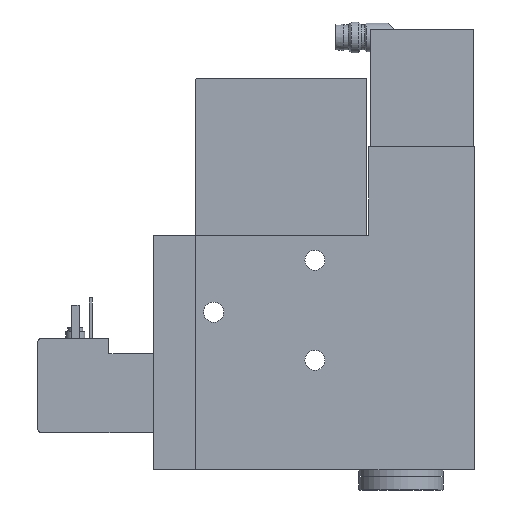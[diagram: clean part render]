
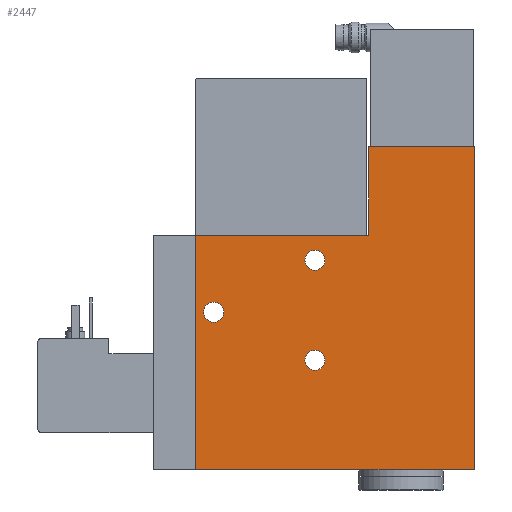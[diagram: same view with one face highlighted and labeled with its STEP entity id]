
A CAD part, left-side view. The second image highlights one B-rep face of the part: STEP entity #2447.
In plain terms, the highlighted face is planar.
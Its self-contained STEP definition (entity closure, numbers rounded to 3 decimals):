
#60=PLANE('',#2593);
#141=LINE('',#3364,#270);
#158=LINE('',#3399,#287);
#168=LINE('',#3430,#297);
#169=LINE('',#3431,#298);
#170=LINE('',#3433,#299);
#171=LINE('',#3435,#300);
#270=VECTOR('',#2819,1000.);
#287=VECTOR('',#2840,1000.);
#297=VECTOR('',#2868,1000.);
#298=VECTOR('',#2869,1000.);
#299=VECTOR('',#2870,1000.);
#300=VECTOR('',#2871,1000.);
#445=ORIENTED_EDGE('',*,*,#868,.F.);
#446=ORIENTED_EDGE('',*,*,#869,.F.);
#447=ORIENTED_EDGE('',*,*,#870,.F.);
#448=ORIENTED_EDGE('',*,*,#871,.F.);
#449=ORIENTED_EDGE('',*,*,#838,.F.);
#450=ORIENTED_EDGE('',*,*,#872,.F.);
#451=ORIENTED_EDGE('',*,*,#873,.F.);
#452=ORIENTED_EDGE('',*,*,#874,.F.);
#453=ORIENTED_EDGE('',*,*,#855,.F.);
#838=EDGE_CURVE('',#1050,#1051,#141,.T.);
#855=EDGE_CURVE('',#1066,#1067,#158,.T.);
#868=EDGE_CURVE('',#1076,#1076,#1207,.T.);
#869=EDGE_CURVE('',#1077,#1077,#1208,.T.);
#870=EDGE_CURVE('',#1078,#1078,#1209,.T.);
#871=EDGE_CURVE('',#1051,#1066,#168,.T.);
#872=EDGE_CURVE('',#1079,#1050,#169,.T.);
#873=EDGE_CURVE('',#1080,#1079,#170,.T.);
#874=EDGE_CURVE('',#1067,#1080,#171,.T.);
#1050=VERTEX_POINT('',#3363);
#1051=VERTEX_POINT('',#3365);
#1066=VERTEX_POINT('',#3398);
#1067=VERTEX_POINT('',#3400);
#1076=VERTEX_POINT('',#3425);
#1077=VERTEX_POINT('',#3427);
#1078=VERTEX_POINT('',#3429);
#1079=VERTEX_POINT('',#3432);
#1080=VERTEX_POINT('',#3434);
#1207=CIRCLE('',#2594,2.6);
#1208=CIRCLE('',#2595,2.6);
#1209=CIRCLE('',#2596,2.6);
#1293=EDGE_LOOP('',(#445));
#1294=EDGE_LOOP('',(#446));
#1295=EDGE_LOOP('',(#447));
#1296=EDGE_LOOP('',(#448,#449,#450,#451,#452,#453));
#1493=FACE_BOUND('',#1293,.T.);
#1494=FACE_BOUND('',#1294,.T.);
#1495=FACE_BOUND('',#1295,.T.);
#1496=FACE_BOUND('',#1296,.T.);
#2447=ADVANCED_FACE('',(#1493,#1494,#1495,#1496),#60,.F.);
#2593=AXIS2_PLACEMENT_3D('',#3423,#2860,#2861);
#2594=AXIS2_PLACEMENT_3D('',#3424,#2862,#2863);
#2595=AXIS2_PLACEMENT_3D('',#3426,#2864,#2865);
#2596=AXIS2_PLACEMENT_3D('',#3428,#2866,#2867);
#2819=DIRECTION('',(0.,1.,0.));
#2840=DIRECTION('',(0.,-1.,0.));
#2860=DIRECTION('',(0.,0.,1.));
#2861=DIRECTION('',(1.,0.,0.));
#2862=DIRECTION('',(0.,0.,-1.));
#2863=DIRECTION('',(-1.,0.,0.));
#2864=DIRECTION('',(0.,0.,-1.));
#2865=DIRECTION('',(-1.,0.,0.));
#2866=DIRECTION('',(0.,0.,-1.));
#2867=DIRECTION('',(-1.,0.,0.));
#2868=DIRECTION('',(-1.,0.,0.));
#2869=DIRECTION('',(1.,0.,0.));
#2870=DIRECTION('',(0.,-1.,0.));
#2871=DIRECTION('',(-1.,0.,0.));
#3363=CARTESIAN_POINT('',(0.,0.,-11.));
#3364=CARTESIAN_POINT('',(0.,0.,-11.));
#3365=CARTESIAN_POINT('',(0.,72.4,-11.));
#3398=CARTESIAN_POINT('',(-61.,72.4,-11.));
#3399=CARTESIAN_POINT('',(-61.,83.4,-11.));
#3400=CARTESIAN_POINT('',(-61.,27.4,-11.));
#3423=CARTESIAN_POINT('',(0.,0.,-11.));
#3424=CARTESIAN_POINT('',(-28.5,41.4,-11.));
#3425=CARTESIAN_POINT('',(-31.1,41.4,-11.));
#3426=CARTESIAN_POINT('',(-41.,67.7,-11.));
#3427=CARTESIAN_POINT('',(-43.6,67.7,-11.));
#3428=CARTESIAN_POINT('',(-54.5,41.4,-11.));
#3429=CARTESIAN_POINT('',(-57.1,41.4,-11.));
#3430=CARTESIAN_POINT('',(0.,72.4,-11.));
#3431=CARTESIAN_POINT('',(-84.,0.,-11.));
#3432=CARTESIAN_POINT('',(-84.,0.,-11.));
#3433=CARTESIAN_POINT('',(-84.,27.4,-11.));
#3434=CARTESIAN_POINT('',(-84.,27.4,-11.));
#3435=CARTESIAN_POINT('',(-61.,27.4,-11.));
